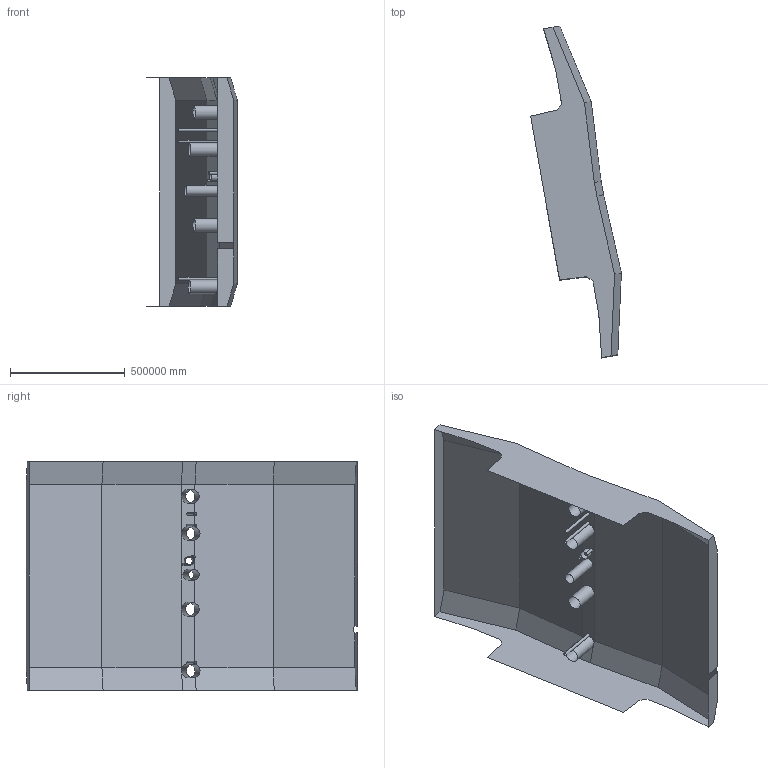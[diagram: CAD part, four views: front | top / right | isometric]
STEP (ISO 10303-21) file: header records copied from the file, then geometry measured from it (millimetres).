
FILE_DESCRIPTION(('Open CASCADE Model'),'2;1');
FILE_NAME('Open CASCADE Shape Model','2018-12-05T15:26:18',('Author'),( 'Open CASCADE'),'Open CASCADE STEP processor 7.2','Open CASCADE 7.2' ,'Unknown');
FILE_SCHEMA(('AUTOMOTIVE_DESIGN { 1 0 10303 214 1 1 1 1 }'));
Length unit declared in the file: metre
Products named in the file (15): Open CASCADE STEP translator 7.2 1; Open CASCADE STEP translator 7.2 1.1; Open CASCADE STEP translator 7.2 1.1.1; Open CASCADE STEP translator 7.2 1.1.2; Open CASCADE STEP translator 7.2 1.1.3; Open CASCADE STEP translator 7.2 1.1.4; Open CASCADE STEP translator 7.2 1.1.5; Open CASCADE STEP translator 7.2 1.1.6; Open CASCADE STEP translator 7.2 1.2; Open CASCADE STEP translator 7.2 1.3; Open CASCADE STEP translator 7.2 1.6; Open CASCADE STEP translator 7.2 1.8; Open CASCADE STEP translator 7.2 1.9; Open CASCADE STEP translator 7.2 1.10; Open CASCADE STEP translator 7.2 1.12
Assembly tree (18 placements, depth 3):
  Open CASCADE STEP translator 7.2 1
    Open CASCADE STEP translator 7.2 1.1
      Open CASCADE STEP translator 7.2 1.1.1
      Open CASCADE STEP translator 7.2 1.1.2
      Open CASCADE STEP translator 7.2 1.1.3
      Open CASCADE STEP translator 7.2 1.1.4
      Open CASCADE STEP translator 7.2 1.1.5
      Open CASCADE STEP translator 7.2 1.1.6
    Open CASCADE STEP translator 7.2 1.2  x2
    Open CASCADE STEP translator 7.2 1.3  x2
    Open CASCADE STEP translator 7.2 1.6  x2
    Open CASCADE STEP translator 7.2 1.8
    Open CASCADE STEP translator 7.2 1.9
    Open CASCADE STEP translator 7.2 1.10  x2
    Open CASCADE STEP translator 7.2 1.12
Bounding box: 395973.01 x 1448295.03 x 1000000 mm (x, y, z)
Surface area: 2183194425712.7 mm2 (no closed solid volume)
Topology: 0 solids, 17 shells, 36 faces, 159 edges, 125 vertices
Faces by surface type: plane 25, cylinder 11
Full cylindrical faces by diameter (mm): 12014.457 x5, 36000 x1, 46000 x1, 60000 x4
Entity records: 2728 total; most frequent: CARTESIAN_POINT 441, DIRECTION 423, LINE 215, VECTOR 215, ORIENTED_EDGE 185, PCURVE 164, DEFINITIONAL_REPRESENTATION 164, EDGE_CURVE 126
